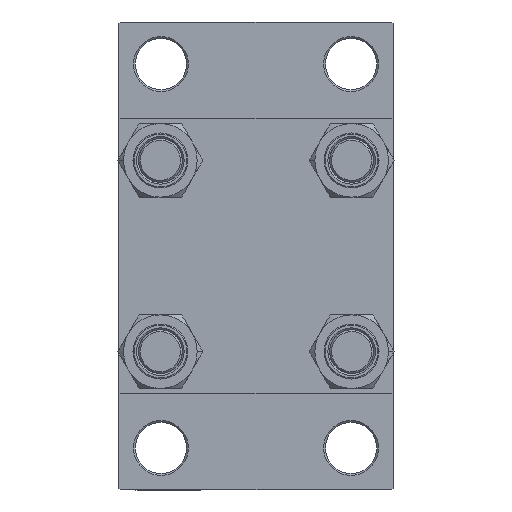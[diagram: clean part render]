
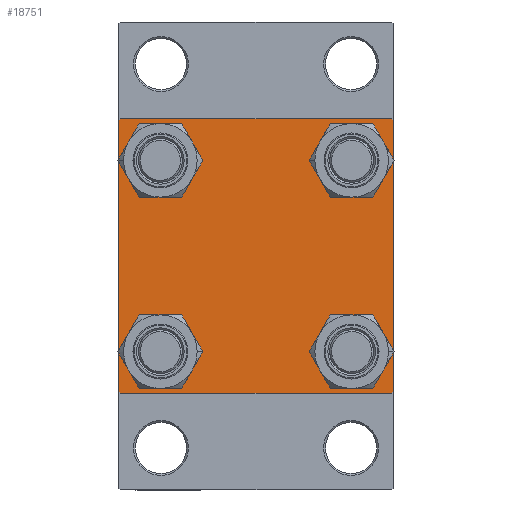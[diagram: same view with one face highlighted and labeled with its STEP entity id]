
A CAD part, left-side view. The second image highlights one B-rep face of the part: STEP entity #18751.
In plain terms, the highlighted planar face has unit normal (-1, 0, 0).
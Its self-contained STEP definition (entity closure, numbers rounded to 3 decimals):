
#393 = VERTEX_POINT ( 'NONE', #14526 ) ;
#398 = EDGE_LOOP ( 'NONE', ( #22219, #9193 ) ) ;
#955 = CARTESIAN_POINT ( 'NONE',  ( 0., -26.15, 26.15 ) ) ;
#1224 = LINE ( 'NONE', #23537, #35427 ) ;
#1326 = EDGE_LOOP ( 'NONE', ( #10618, #41140 ) ) ;
#1887 = LINE ( 'NONE', #31145, #37208 ) ;
#1978 = CIRCLE ( 'NONE', #39496, 6.5 ) ;
#2025 = DIRECTION ( 'NONE',  ( 0., -1., 0. ) ) ;
#2119 = VERTEX_POINT ( 'NONE', #4483 ) ;
#2175 = DIRECTION ( 'NONE',  ( 0., 0., 1. ) ) ;
#2255 = EDGE_CURVE ( 'NONE', #23809, #15664, #26949, .T. ) ;
#2294 = CARTESIAN_POINT ( 'NONE',  ( 0., 26.15, 26.15 ) ) ;
#2328 = VERTEX_POINT ( 'NONE', #18136 ) ;
#3065 = ORIENTED_EDGE ( 'NONE', *, *, #30388, .T. ) ;
#3417 = EDGE_CURVE ( 'NONE', #33208, #393, #19321, .T. ) ;
#3720 = DIRECTION ( 'NONE',  ( 0., 0., -1. ) ) ;
#3794 = VERTEX_POINT ( 'NONE', #44913 ) ;
#4012 = VECTOR ( 'NONE', #3720, 1000. ) ;
#4483 = CARTESIAN_POINT ( 'NONE',  ( 0., 37.5, -37. ) ) ;
#4645 = EDGE_CURVE ( 'NONE', #34533, #2119, #47338, .T. ) ;
#5754 = CARTESIAN_POINT ( 'NONE',  ( 0., 26.15, -19.65 ) ) ;
#6335 = CARTESIAN_POINT ( 'NONE',  ( 0., 37., -37.5 ) ) ;
#6500 = EDGE_CURVE ( 'NONE', #37401, #22216, #37798, .T. ) ;
#6594 = CARTESIAN_POINT ( 'NONE',  ( 0., 37.5, 37. ) ) ;
#6654 = CARTESIAN_POINT ( 'NONE',  ( 0., -26.15, -26.15 ) ) ;
#6715 = ORIENTED_EDGE ( 'NONE', *, *, #6500, .T. ) ;
#6901 = DIRECTION ( 'NONE',  ( 1., 0., 0. ) ) ;
#6994 = FACE_BOUND ( 'NONE', #1326, .T. ) ;
#8052 = CARTESIAN_POINT ( 'NONE',  ( 0., -37.5, 37.5 ) ) ;
#8765 = VERTEX_POINT ( 'NONE', #5754 ) ;
#9193 = ORIENTED_EDGE ( 'NONE', *, *, #40817, .T. ) ;
#9389 = CARTESIAN_POINT ( 'NONE',  ( 0., 26.15, -26.15 ) ) ;
#9502 = CIRCLE ( 'NONE', #34765, 6.5 ) ;
#9510 = DIRECTION ( 'NONE',  ( 0., 0., 1. ) ) ;
#9551 = CARTESIAN_POINT ( 'NONE',  ( 0., 37., 37.5 ) ) ;
#10490 = CIRCLE ( 'NONE', #32667, 6.5 ) ;
#10618 = ORIENTED_EDGE ( 'NONE', *, *, #18037, .T. ) ;
#10832 = CARTESIAN_POINT ( 'NONE',  ( 0., 26.15, -32.65 ) ) ;
#11209 = DIRECTION ( 'NONE',  ( 0., 0., 1. ) ) ;
#11799 = AXIS2_PLACEMENT_3D ( 'NONE', #6654, #25356, #43810 ) ;
#11956 = DIRECTION ( 'NONE',  ( 0., -1., 0. ) ) ;
#12060 = DIRECTION ( 'NONE',  ( 0., 0., 1. ) ) ;
#12448 = VECTOR ( 'NONE', #2025, 1000. ) ;
#12896 = LINE ( 'NONE', #16014, #12972 ) ;
#12972 = VECTOR ( 'NONE', #11956, 1000. ) ;
#13426 = CARTESIAN_POINT ( 'NONE',  ( 0., -26.15, -32.65 ) ) ;
#14526 = CARTESIAN_POINT ( 'NONE',  ( 0., -37., -37.5 ) ) ;
#14665 = FACE_BOUND ( 'NONE', #41578, .T. ) ;
#15112 = EDGE_CURVE ( 'NONE', #32230, #35062, #1887, .T. ) ;
#15166 = EDGE_CURVE ( 'NONE', #43659, #3794, #1978, .T. ) ;
#15395 = ORIENTED_EDGE ( 'NONE', *, *, #35116, .T. ) ;
#15664 = VERTEX_POINT ( 'NONE', #40847 ) ;
#16014 = CARTESIAN_POINT ( 'NONE',  ( 0., 37.5, 37.5 ) ) ;
#16408 = ORIENTED_EDGE ( 'NONE', *, *, #25436, .F. ) ;
#17174 = DIRECTION ( 'NONE',  ( 1., 0., 0. ) ) ;
#17240 = VERTEX_POINT ( 'NONE', #9551 ) ;
#17349 = ORIENTED_EDGE ( 'NONE', *, *, #2255, .T. ) ;
#17369 = LINE ( 'NONE', #20731, #24435 ) ;
#17374 = EDGE_CURVE ( 'NONE', #22216, #37401, #10490, .T. ) ;
#17389 = AXIS2_PLACEMENT_3D ( 'NONE', #32893, #22351, #36716 ) ;
#18037 = EDGE_CURVE ( 'NONE', #8765, #31287, #46475, .T. ) ;
#18136 = CARTESIAN_POINT ( 'NONE',  ( 0., -37.5, -37. ) ) ;
#18743 = PLANE ( 'NONE',  #17389 ) ;
#18751 = ADVANCED_FACE ( 'NONE', ( #25927, #43672, #6994, #14665, #43917 ), #18743, .T. ) ;
#19266 = CIRCLE ( 'NONE', #38417, 6.5 ) ;
#19321 = LINE ( 'NONE', #30577, #12448 ) ;
#19327 = ORIENTED_EDGE ( 'NONE', *, *, #3417, .T. ) ;
#20257 = ORIENTED_EDGE ( 'NONE', *, *, #25822, .T. ) ;
#20731 = CARTESIAN_POINT ( 'NONE',  ( 0., 37.25, -37.25 ) ) ;
#21555 = DIRECTION ( 'NONE',  ( 0., 0., 1. ) ) ;
#21983 = LINE ( 'NONE', #8052, #4012 ) ;
#22208 = EDGE_LOOP ( 'NONE', ( #36597, #6715 ) ) ;
#22216 = VERTEX_POINT ( 'NONE', #36340 ) ;
#22219 = ORIENTED_EDGE ( 'NONE', *, *, #15166, .T. ) ;
#22351 = DIRECTION ( 'NONE',  ( -1., 0., 0. ) ) ;
#22417 = CARTESIAN_POINT ( 'NONE',  ( 0., 37.5, 37.5 ) ) ;
#23537 = CARTESIAN_POINT ( 'NONE',  ( 0., -37.25, -37.25 ) ) ;
#23786 = CIRCLE ( 'NONE', #33753, 6.5 ) ;
#23809 = VERTEX_POINT ( 'NONE', #46118 ) ;
#23972 = DIRECTION ( 'NONE',  ( 1., 0., 0. ) ) ;
#24256 = DIRECTION ( 'NONE',  ( 1., 0., 0. ) ) ;
#24435 = VECTOR ( 'NONE', #46619, 1000. ) ;
#25356 = DIRECTION ( 'NONE',  ( 1., 0., 0. ) ) ;
#25436 = EDGE_CURVE ( 'NONE', #17240, #35062, #12896, .T. ) ;
#25526 = DIRECTION ( 'NONE',  ( 0., 0., -1. ) ) ;
#25822 = EDGE_CURVE ( 'NONE', #2119, #33208, #17369, .T. ) ;
#25927 = FACE_BOUND ( 'NONE', #398, .T. ) ;
#26710 = CARTESIAN_POINT ( 'NONE',  ( 0., -26.15, -26.15 ) ) ;
#26750 = ORIENTED_EDGE ( 'NONE', *, *, #4645, .T. ) ;
#26858 = VECTOR ( 'NONE', #43720, 1000. ) ;
#26949 = CIRCLE ( 'NONE', #36911, 6.5 ) ;
#27541 = DIRECTION ( 'NONE',  ( 0., 0.707, 0.707 ) ) ;
#27876 = ORIENTED_EDGE ( 'NONE', *, *, #33625, .T. ) ;
#28127 = CARTESIAN_POINT ( 'NONE',  ( 0., -26.15, 32.65 ) ) ;
#28484 = EDGE_CURVE ( 'NONE', #31287, #8765, #23786, .T. ) ;
#28728 = CARTESIAN_POINT ( 'NONE',  ( 0., 26.15, -26.15 ) ) ;
#29094 = CARTESIAN_POINT ( 'NONE',  ( 0., 37.25, 37.25 ) ) ;
#29325 = CARTESIAN_POINT ( 'NONE',  ( 0., -37., 37.5 ) ) ;
#29434 = DIRECTION ( 'NONE',  ( 1., 0., 0. ) ) ;
#30388 = EDGE_CURVE ( 'NONE', #17240, #34533, #36298, .T. ) ;
#30577 = CARTESIAN_POINT ( 'NONE',  ( 0., 37.5, -37.5 ) ) ;
#30707 = DIRECTION ( 'NONE',  ( 0., -0.707, 0.707 ) ) ;
#31145 = CARTESIAN_POINT ( 'NONE',  ( 0., -37.25, 37.25 ) ) ;
#31287 = VERTEX_POINT ( 'NONE', #10832 ) ;
#32230 = VERTEX_POINT ( 'NONE', #42294 ) ;
#32667 = AXIS2_PLACEMENT_3D ( 'NONE', #26710, #29434, #11209 ) ;
#32742 = CARTESIAN_POINT ( 'NONE',  ( 0., -26.15, 26.15 ) ) ;
#32893 = CARTESIAN_POINT ( 'NONE',  ( 0., 0., 0. ) ) ;
#33006 = EDGE_LOOP ( 'NONE', ( #26750, #20257, #19327, #27876, #39384, #44207, #16408, #3065 ) ) ;
#33208 = VERTEX_POINT ( 'NONE', #6335 ) ;
#33625 = EDGE_CURVE ( 'NONE', #393, #2328, #1224, .T. ) ;
#33753 = AXIS2_PLACEMENT_3D ( 'NONE', #9389, #24256, #2175 ) ;
#34533 = VERTEX_POINT ( 'NONE', #6594 ) ;
#34765 = AXIS2_PLACEMENT_3D ( 'NONE', #955, #23972, #41937 ) ;
#35062 = VERTEX_POINT ( 'NONE', #29325 ) ;
#35116 = EDGE_CURVE ( 'NONE', #15664, #23809, #19266, .T. ) ;
#35224 = DIRECTION ( 'NONE',  ( 1., 0., 0. ) ) ;
#35427 = VECTOR ( 'NONE', #30707, 1000. ) ;
#36298 = LINE ( 'NONE', #29094, #26858 ) ;
#36340 = CARTESIAN_POINT ( 'NONE',  ( 0., -26.15, -19.65 ) ) ;
#36572 = DIRECTION ( 'NONE',  ( 1., 0., 0. ) ) ;
#36597 = ORIENTED_EDGE ( 'NONE', *, *, #17374, .T. ) ;
#36716 = DIRECTION ( 'NONE',  ( 0., 0., 1. ) ) ;
#36911 = AXIS2_PLACEMENT_3D ( 'NONE', #2294, #17174, #9510 ) ;
#37208 = VECTOR ( 'NONE', #27541, 1000. ) ;
#37401 = VERTEX_POINT ( 'NONE', #13426 ) ;
#37798 = CIRCLE ( 'NONE', #11799, 6.5 ) ;
#37836 = EDGE_CURVE ( 'NONE', #32230, #2328, #21983, .T. ) ;
#38417 = AXIS2_PLACEMENT_3D ( 'NONE', #39040, #35224, #12060 ) ;
#39040 = CARTESIAN_POINT ( 'NONE',  ( 0., 26.15, 26.15 ) ) ;
#39384 = ORIENTED_EDGE ( 'NONE', *, *, #37836, .F. ) ;
#39496 = AXIS2_PLACEMENT_3D ( 'NONE', #32742, #36572, #47363 ) ;
#40817 = EDGE_CURVE ( 'NONE', #3794, #43659, #9502, .T. ) ;
#40847 = CARTESIAN_POINT ( 'NONE',  ( 0., 26.15, 32.65 ) ) ;
#41140 = ORIENTED_EDGE ( 'NONE', *, *, #28484, .T. ) ;
#41578 = EDGE_LOOP ( 'NONE', ( #15395, #17349 ) ) ;
#41937 = DIRECTION ( 'NONE',  ( 0., 0., 1. ) ) ;
#42294 = CARTESIAN_POINT ( 'NONE',  ( 0., -37.5, 37. ) ) ;
#43132 = VECTOR ( 'NONE', #25526, 1000. ) ;
#43659 = VERTEX_POINT ( 'NONE', #28127 ) ;
#43672 = FACE_BOUND ( 'NONE', #22208, .T. ) ;
#43720 = DIRECTION ( 'NONE',  ( 0., 0.707, -0.707 ) ) ;
#43810 = DIRECTION ( 'NONE',  ( 0., 0., 1. ) ) ;
#43917 = FACE_OUTER_BOUND ( 'NONE', #33006, .T. ) ;
#44207 = ORIENTED_EDGE ( 'NONE', *, *, #15112, .T. ) ;
#44913 = CARTESIAN_POINT ( 'NONE',  ( 0., -26.15, 19.65 ) ) ;
#45733 = AXIS2_PLACEMENT_3D ( 'NONE', #28728, #6901, #21555 ) ;
#46118 = CARTESIAN_POINT ( 'NONE',  ( 0., 26.15, 19.65 ) ) ;
#46475 = CIRCLE ( 'NONE', #45733, 6.5 ) ;
#46619 = DIRECTION ( 'NONE',  ( 0., -0.707, -0.707 ) ) ;
#47338 = LINE ( 'NONE', #22417, #43132 ) ;
#47363 = DIRECTION ( 'NONE',  ( 0., 0., 1. ) ) ;
